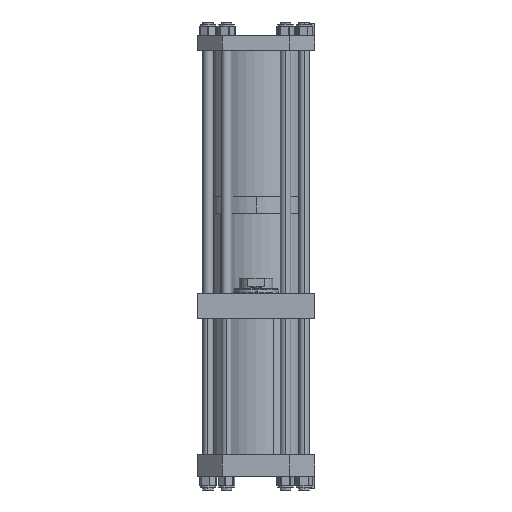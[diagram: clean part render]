
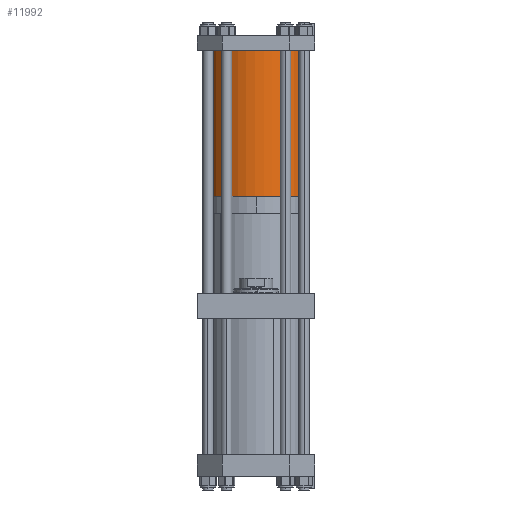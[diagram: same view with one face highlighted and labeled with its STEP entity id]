
A CAD part, left-side view. The second image highlights one B-rep face of the part: STEP entity #11992.
In plain terms, the highlighted cylindrical face has radius 152.4 mm (diameter 304.8 mm), a partial arc.
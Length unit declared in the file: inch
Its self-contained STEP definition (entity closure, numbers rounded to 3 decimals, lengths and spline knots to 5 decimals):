
#572 = DIRECTION ( 'NONE',  ( 1., 0., 0. ) ) ;
#1413 = CIRCLE ( 'NONE', #16280, 6. ) ;
#1504 = EDGE_CURVE ( 'NONE', #12783, #5546, #7075, .T. ) ;
#1578 = VERTEX_POINT ( 'NONE', #14650 ) ;
#2503 = CARTESIAN_POINT ( 'NONE',  ( -6., 0., 17.345 ) ) ;
#2697 = EDGE_LOOP ( 'NONE', ( #5709, #13074, #3862, #10734 ) ) ;
#2897 = EDGE_CURVE ( 'NONE', #1578, #12783, #1413, .T. ) ;
#3103 = CARTESIAN_POINT ( 'NONE',  ( 6., 0., 0. ) ) ;
#3116 = CARTESIAN_POINT ( 'NONE',  ( 0., 0., 17.345 ) ) ;
#3138 = EDGE_CURVE ( 'NONE', #6495, #5546, #12326, .T. ) ;
#3862 = ORIENTED_EDGE ( 'NONE', *, *, #3138, .T. ) ;
#4651 = DIRECTION ( 'NONE',  ( 0., 0., -1. ) ) ;
#4762 = LINE ( 'NONE', #6314, #9446 ) ;
#5546 = VERTEX_POINT ( 'NONE', #17252 ) ;
#5709 = ORIENTED_EDGE ( 'NONE', *, *, #2897, .F. ) ;
#5925 = CYLINDRICAL_SURFACE ( 'NONE', #12417, 6. ) ;
#6314 = CARTESIAN_POINT ( 'NONE',  ( 6., 0., 17.345 ) ) ;
#6495 = VERTEX_POINT ( 'NONE', #3103 ) ;
#7042 = EDGE_CURVE ( 'NONE', #1578, #6495, #4762, .T. ) ;
#7075 = LINE ( 'NONE', #2503, #14043 ) ;
#9446 = VECTOR ( 'NONE', #16773, 39.37008 ) ;
#9472 = AXIS2_PLACEMENT_3D ( 'NONE', #9747, #12646, #572 ) ;
#9747 = CARTESIAN_POINT ( 'NONE',  ( 0., 0., 0. ) ) ;
#10582 = DIRECTION ( 'NONE',  ( 0., 0., 1. ) ) ;
#10734 = ORIENTED_EDGE ( 'NONE', *, *, #1504, .F. ) ;
#11977 = DIRECTION ( 'NONE',  ( -1., 0., 0. ) ) ;
#11992 = ADVANCED_FACE ( 'NONE', ( #15909 ), #5925, .T. ) ;
#12326 = CIRCLE ( 'NONE', #9472, 6. ) ;
#12417 = AXIS2_PLACEMENT_3D ( 'NONE', #16674, #4651, #11977 ) ;
#12646 = DIRECTION ( 'NONE',  ( 0., 0., 1. ) ) ;
#12783 = VERTEX_POINT ( 'NONE', #18427 ) ;
#12887 = DIRECTION ( 'NONE',  ( 0., 0., -1. ) ) ;
#13074 = ORIENTED_EDGE ( 'NONE', *, *, #7042, .T. ) ;
#14043 = VECTOR ( 'NONE', #12887, 39.37008 ) ;
#14650 = CARTESIAN_POINT ( 'NONE',  ( 6., 0., 17.345 ) ) ;
#15909 = FACE_OUTER_BOUND ( 'NONE', #2697, .T. ) ;
#16280 = AXIS2_PLACEMENT_3D ( 'NONE', #3116, #10582, #17874 ) ;
#16674 = CARTESIAN_POINT ( 'NONE',  ( 0., 0., 17.345 ) ) ;
#16773 = DIRECTION ( 'NONE',  ( 0., 0., -1. ) ) ;
#17252 = CARTESIAN_POINT ( 'NONE',  ( -6., 0., 0. ) ) ;
#17874 = DIRECTION ( 'NONE',  ( 1., 0., 0. ) ) ;
#18427 = CARTESIAN_POINT ( 'NONE',  ( -6., 0., 17.345 ) ) ;
